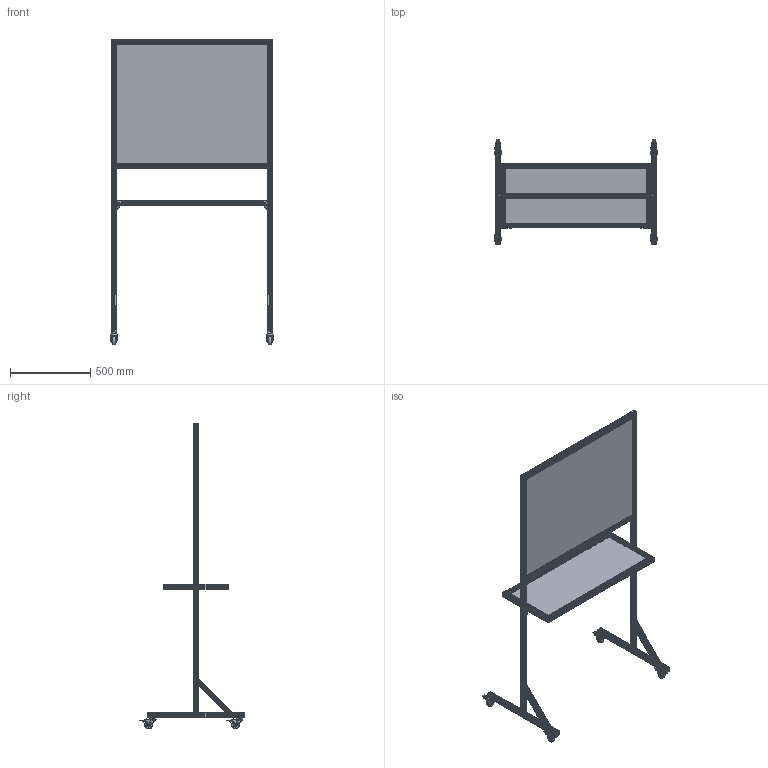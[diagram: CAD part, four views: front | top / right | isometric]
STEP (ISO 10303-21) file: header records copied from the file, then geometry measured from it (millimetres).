
FILE_DESCRIPTION(/* description */ ('BxHxT: 1000mm x 1900mm x 600 mm'),/* implementation_level */ '2;1');
FILE_NAME(/* name */ '290132-0.step',/* time_stamp */ '2021-09-06T08:21:08+02:00',/* author */ ('Molter'),/* organization */ (''),/* preprocessor_version */ 'ST-DEVELOPER v18.1',/* originating_system */ 'Autodesk Inventor 2021',/* authorisation */ '');
FILE_SCHEMA (('AUTOMOTIVE_DESIGN { 1 0 10303 214 3 1 1 }'));
Products named in the file (22): MTW_1-00075649; MTW_1-00075545; MTW_1-00075894; MTW_1-00075480; MTW_1-00124541; MTW_1-00075543; leer; leer_1; leer_2; MTW_1-00126777; leer_3; 20-1068-0FZ.002; leer_4; MTW_1-00075620; 22-1182-1FZ.000; MTW_1-00075615; 22-1035-1FZ.002; MTW_1-00075622; leer_5; 21-0905-1FZ.001; leer_6; MTW_1-00126776
Assembly tree (58 placements, depth 3):
  MTW_1-00075649
    MTW_1-00075543  x2
    MTW_1-00075545
    MTW_1-00075480  x2
    MTW_1-00075894
    22-1035-1FZ.002  x10
    leer  x2
    22-1182-1FZ.000  x8
    MTW_1-00124541
    leer_1  x4
    leer_2  x4
    MTW_1-00126777  x4
    leer_3  x2
      MTW_1-00126776
      20-1068-0FZ.002
      leer_4
    MTW_1-00075615  x2
    MTW_1-00075620  x2
    leer_5  x2
      21-0905-1FZ.001
      leer_6
      MTW_1-00126776
    MTW_1-00075622
Bounding box: 1013.22 x 655.18 x 1902.86 mm (x, y, z)
Volume: 6414006.2 mm3; surface area: 6060393.6 mm2
Topology: 80 solids, 80 shells, 5678 faces, 15512 edges, 9830 vertices
Faces by surface type: plane 2606, cylinder 2176, cone 296, torus 236, bspline 220, sphere 144
Full cylindrical faces by diameter (mm): 4.917 x8, 4.918 x4, 6 x24, 6.5 x4, 6.647 x4, 8 x10, 8.5 x4, 8.88 x4, 9 x4, 10 x8, 11 x4, 13 x2, 15 x4, 15.24 x4, 34 x4
Entity records: 74310 total; most frequent: CARTESIAN_POINT 17747, DIRECTION 11504, ORIENTED_EDGE 11460, EDGE_CURVE 5730, AXIS2_PLACEMENT_3D 4020, VERTEX_POINT 3695, LINE 3464, VECTOR 3464
